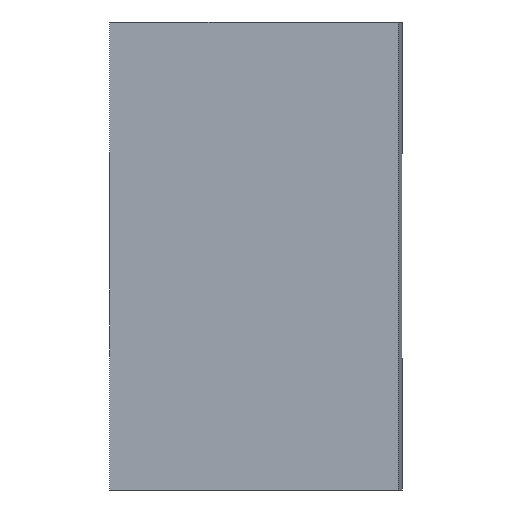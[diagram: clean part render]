
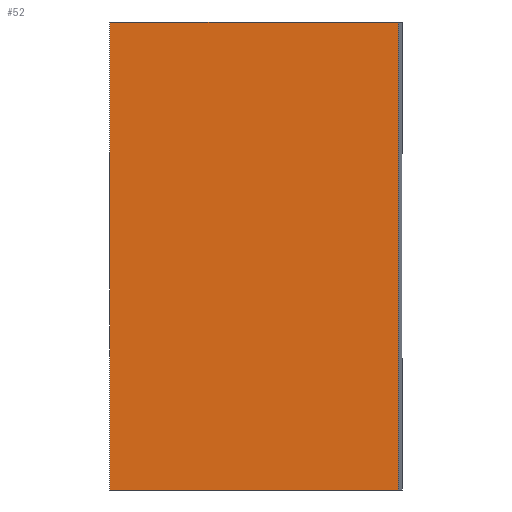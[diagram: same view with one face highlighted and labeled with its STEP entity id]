
A CAD part, left-side view. The second image highlights one B-rep face of the part: STEP entity #52.
In plain terms, the highlighted planar face has unit normal (-1, 0, 0).
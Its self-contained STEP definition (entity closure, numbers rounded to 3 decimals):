
#52 = ADVANCED_FACE( '', ( #105 ), #106, .F. );
#105 = FACE_OUTER_BOUND( '', #155, .T. );
#106 = PLANE( '', #156 );
#155 = EDGE_LOOP( '', ( #245, #246, #247, #248 ) );
#156 = AXIS2_PLACEMENT_3D( '', #249, #250, #251 );
#245 = ORIENTED_EDGE( '', *, *, #350, .T. );
#246 = ORIENTED_EDGE( '', *, *, #348, .F. );
#247 = ORIENTED_EDGE( '', *, *, #316, .F. );
#248 = ORIENTED_EDGE( '', *, *, #343, .T. );
#249 = CARTESIAN_POINT( '', ( 0., 0., 8. ) );
#250 = DIRECTION( '', ( 1., 0., 0. ) );
#251 = DIRECTION( '', ( 0., 0., -1. ) );
#316 = EDGE_CURVE( '', #373, #374, #375, .T. );
#343 = EDGE_CURVE( '', #373, #418, #420, .T. );
#348 = EDGE_CURVE( '', #374, #423, #427, .T. );
#350 = EDGE_CURVE( '', #418, #423, #429, .T. );
#373 = VERTEX_POINT( '', #487 );
#374 = VERTEX_POINT( '', #488 );
#375 = LINE( '', #489, #490 );
#418 = VERTEX_POINT( '', #549 );
#420 = LINE( '', #552, #553 );
#423 = VERTEX_POINT( '', #557 );
#427 = LINE( '', #562, #563 );
#429 = LINE( '', #565, #566 );
#487 = CARTESIAN_POINT( '', ( 0., 0., 8. ) );
#488 = CARTESIAN_POINT( '', ( 0., -9.871, 8. ) );
#489 = CARTESIAN_POINT( '', ( 0., 0., 8. ) );
#490 = VECTOR( '', #588, 1000. );
#549 = CARTESIAN_POINT( '', ( 0., 0., -8. ) );
#552 = CARTESIAN_POINT( '', ( 0., 0., 8. ) );
#553 = VECTOR( '', #621, 1000. );
#557 = CARTESIAN_POINT( '', ( 0., -9.871, -8. ) );
#562 = CARTESIAN_POINT( '', ( 0., -9.871, 8. ) );
#563 = VECTOR( '', #627, 1000. );
#565 = CARTESIAN_POINT( '', ( 0., 0., -8. ) );
#566 = VECTOR( '', #628, 1000. );
#588 = DIRECTION( '', ( 0., -1., 0. ) );
#621 = DIRECTION( '', ( 0., 0., -1. ) );
#627 = DIRECTION( '', ( 0., 0., -1. ) );
#628 = DIRECTION( '', ( 0., -1., 0. ) );
